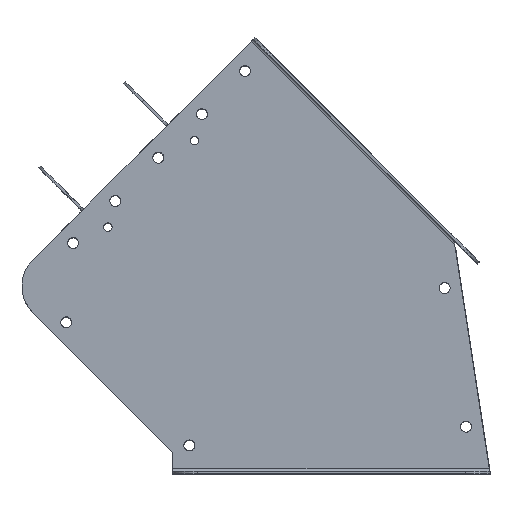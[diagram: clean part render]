
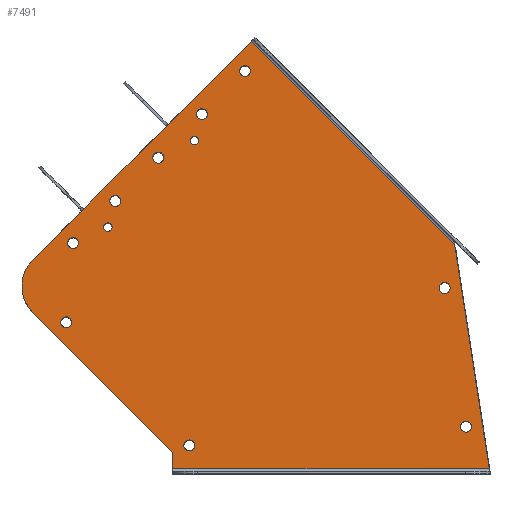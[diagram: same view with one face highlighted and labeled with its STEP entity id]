
A CAD part, top view. The second image highlights one B-rep face of the part: STEP entity #7491.
In plain terms, the highlighted planar face has unit normal (0, 0, 1).
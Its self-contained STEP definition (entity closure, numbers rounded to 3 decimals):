
#261=FACE_BOUND('',#1242,.T.);
#262=FACE_BOUND('',#1243,.T.);
#263=FACE_BOUND('',#1244,.T.);
#264=FACE_BOUND('',#1245,.T.);
#265=FACE_BOUND('',#1246,.T.);
#266=FACE_BOUND('',#1247,.T.);
#267=FACE_BOUND('',#1248,.T.);
#268=FACE_BOUND('',#1249,.T.);
#269=FACE_BOUND('',#1250,.T.);
#270=FACE_BOUND('',#1251,.T.);
#271=FACE_BOUND('',#1252,.T.);
#411=PLANE('',#8017);
#745=FACE_OUTER_BOUND('',#1241,.T.);
#1241=EDGE_LOOP('',(#5363,#5364,#5365,#5366,#5367,#5368,#5369));
#1242=EDGE_LOOP('',(#5370));
#1243=EDGE_LOOP('',(#5371));
#1244=EDGE_LOOP('',(#5372));
#1245=EDGE_LOOP('',(#5373));
#1246=EDGE_LOOP('',(#5374));
#1247=EDGE_LOOP('',(#5375));
#1248=EDGE_LOOP('',(#5376));
#1249=EDGE_LOOP('',(#5377));
#1250=EDGE_LOOP('',(#5378));
#1251=EDGE_LOOP('',(#5379));
#1252=EDGE_LOOP('',(#5380));
#1840=LINE('',#11209,#2545);
#1845=LINE('',#11258,#2550);
#1846=LINE('',#11260,#2551);
#1847=LINE('',#11262,#2552);
#1848=LINE('',#11266,#2553);
#1849=LINE('',#11267,#2554);
#2545=VECTOR('',#8913,259.383);
#2550=VECTOR('',#8928,235.458);
#2551=VECTOR('',#8931,186.129);
#2552=VECTOR('',#8932,253.843);
#2553=VECTOR('',#8935,162.574);
#2554=VECTOR('',#8936,13.574);
#3230=CIRCLE('',#7959,4.5);
#3232=CIRCLE('',#7962,4.5);
#3234=CIRCLE('',#7965,4.5);
#3236=CIRCLE('',#7968,4.5);
#3238=CIRCLE('',#7971,3.5);
#3240=CIRCLE('',#7974,3.5);
#3245=CIRCLE('',#7984,4.5);
#3247=CIRCLE('',#7987,4.5);
#3249=CIRCLE('',#7990,4.5);
#3251=CIRCLE('',#7993,4.5);
#3253=CIRCLE('',#7996,4.5);
#3261=CIRCLE('',#8018,30.);
#3543=VERTEX_POINT('',#11077);
#3545=VERTEX_POINT('',#11082);
#3547=VERTEX_POINT('',#11087);
#3549=VERTEX_POINT('',#11092);
#3551=VERTEX_POINT('',#11097);
#3553=VERTEX_POINT('',#11102);
#3559=VERTEX_POINT('',#11122);
#3561=VERTEX_POINT('',#11127);
#3563=VERTEX_POINT('',#11132);
#3565=VERTEX_POINT('',#11137);
#3567=VERTEX_POINT('',#11142);
#3574=VERTEX_POINT('',#11170);
#3576=VERTEX_POINT('',#11198);
#3579=VERTEX_POINT('',#11223);
#3580=VERTEX_POINT('',#11246);
#3582=VERTEX_POINT('',#11261);
#3583=VERTEX_POINT('',#11263);
#3584=VERTEX_POINT('',#11265);
#4209=EDGE_CURVE('',#3543,#3543,#3230,.T.);
#4211=EDGE_CURVE('',#3545,#3545,#3232,.T.);
#4213=EDGE_CURVE('',#3547,#3547,#3234,.T.);
#4215=EDGE_CURVE('',#3549,#3549,#3236,.T.);
#4217=EDGE_CURVE('',#3551,#3551,#3238,.T.);
#4219=EDGE_CURVE('',#3553,#3553,#3240,.T.);
#4228=EDGE_CURVE('',#3559,#3559,#3245,.T.);
#4230=EDGE_CURVE('',#3561,#3561,#3247,.T.);
#4232=EDGE_CURVE('',#3563,#3563,#3249,.T.);
#4234=EDGE_CURVE('',#3565,#3565,#3251,.T.);
#4236=EDGE_CURVE('',#3567,#3567,#3253,.T.);
#4251=EDGE_CURVE('',#3574,#3576,#1840,.T.);
#4260=EDGE_CURVE('',#3580,#3579,#1845,.T.);
#4261=EDGE_CURVE('',#3580,#3576,#1846,.T.);
#4262=EDGE_CURVE('',#3582,#3579,#1847,.T.);
#4263=EDGE_CURVE('',#3583,#3582,#3261,.T.);
#4264=EDGE_CURVE('',#3584,#3583,#1848,.T.);
#4265=EDGE_CURVE('',#3574,#3584,#1849,.T.);
#5363=ORIENTED_EDGE('',*,*,#4251,.T.);
#5364=ORIENTED_EDGE('',*,*,#4261,.F.);
#5365=ORIENTED_EDGE('',*,*,#4260,.T.);
#5366=ORIENTED_EDGE('',*,*,#4262,.F.);
#5367=ORIENTED_EDGE('',*,*,#4263,.F.);
#5368=ORIENTED_EDGE('',*,*,#4264,.F.);
#5369=ORIENTED_EDGE('',*,*,#4265,.F.);
#5370=ORIENTED_EDGE('',*,*,#4209,.T.);
#5371=ORIENTED_EDGE('',*,*,#4211,.T.);
#5372=ORIENTED_EDGE('',*,*,#4213,.T.);
#5373=ORIENTED_EDGE('',*,*,#4215,.T.);
#5374=ORIENTED_EDGE('',*,*,#4217,.T.);
#5375=ORIENTED_EDGE('',*,*,#4219,.T.);
#5376=ORIENTED_EDGE('',*,*,#4228,.T.);
#5377=ORIENTED_EDGE('',*,*,#4230,.T.);
#5378=ORIENTED_EDGE('',*,*,#4232,.T.);
#5379=ORIENTED_EDGE('',*,*,#4234,.T.);
#5380=ORIENTED_EDGE('',*,*,#4236,.T.);
#7491=ADVANCED_FACE('',(#745,#261,#262,#263,#264,#265,#266,#267,#268,#269,
#270,#271),#411,.T.);
#7959=AXIS2_PLACEMENT_3D('',#11078,#8796,#8797);
#7962=AXIS2_PLACEMENT_3D('',#11083,#8802,#8803);
#7965=AXIS2_PLACEMENT_3D('',#11088,#8808,#8809);
#7968=AXIS2_PLACEMENT_3D('',#11093,#8814,#8815);
#7971=AXIS2_PLACEMENT_3D('',#11098,#8820,#8821);
#7974=AXIS2_PLACEMENT_3D('',#11103,#8826,#8827);
#7984=AXIS2_PLACEMENT_3D('',#11123,#8850,#8851);
#7987=AXIS2_PLACEMENT_3D('',#11128,#8856,#8857);
#7990=AXIS2_PLACEMENT_3D('',#11133,#8862,#8863);
#7993=AXIS2_PLACEMENT_3D('',#11138,#8868,#8869);
#7996=AXIS2_PLACEMENT_3D('',#11143,#8874,#8875);
#8017=AXIS2_PLACEMENT_3D('',#11259,#8929,#8930);
#8018=AXIS2_PLACEMENT_3D('',#11264,#8933,#8934);
#8796=DIRECTION('center_axis',(0.,0.,-1.));
#8797=DIRECTION('ref_axis',(-1.,0.,0.));
#8802=DIRECTION('center_axis',(0.,0.,-1.));
#8803=DIRECTION('ref_axis',(-1.,0.,0.));
#8808=DIRECTION('center_axis',(0.,0.,-1.));
#8809=DIRECTION('ref_axis',(-1.,0.,0.));
#8814=DIRECTION('center_axis',(0.,0.,-1.));
#8815=DIRECTION('ref_axis',(-1.,0.,0.));
#8820=DIRECTION('center_axis',(0.,0.,-1.));
#8821=DIRECTION('ref_axis',(-1.,0.,0.));
#8826=DIRECTION('center_axis',(0.,0.,-1.));
#8827=DIRECTION('ref_axis',(-1.,0.,0.));
#8850=DIRECTION('center_axis',(0.,0.,-1.));
#8851=DIRECTION('ref_axis',(-1.,0.,0.));
#8856=DIRECTION('center_axis',(0.,0.,-1.));
#8857=DIRECTION('ref_axis',(-1.,0.,0.));
#8862=DIRECTION('center_axis',(0.,0.,-1.));
#8863=DIRECTION('ref_axis',(-1.,0.,0.));
#8868=DIRECTION('center_axis',(0.,0.,-1.));
#8869=DIRECTION('ref_axis',(-1.,0.,0.));
#8874=DIRECTION('center_axis',(0.,0.,-1.));
#8875=DIRECTION('ref_axis',(-1.,0.,0.));
#8913=DIRECTION('',(1.,0.,0.));
#8928=DIRECTION('',(-0.707,0.707,0.));
#8929=DIRECTION('center_axis',(0.,0.,1.));
#8930=DIRECTION('ref_axis',(1.,0.,0.));
#8931=DIRECTION('',(0.152,-0.988,0.));
#8932=DIRECTION('',(0.707,0.707,0.));
#8933=DIRECTION('center_axis',(0.,0.,-1.));
#8934=DIRECTION('ref_axis',(-0.707,0.707,0.));
#8935=DIRECTION('',(-0.707,0.707,0.));
#8936=DIRECTION('',(0.,1.,0.));
#11077=CARTESIAN_POINT('',(-172.686,193.636,2.));
#11078=CARTESIAN_POINT('Origin',(-177.186,193.636,2.));
#11082=CARTESIAN_POINT('',(-137.331,228.991,2.));
#11083=CARTESIAN_POINT('Origin',(-141.831,228.991,2.));
#11087=CARTESIAN_POINT('',(-101.622,264.7,2.));
#11088=CARTESIAN_POINT('Origin',(-106.122,264.7,2.));
#11092=CARTESIAN_POINT('',(-66.266,300.056,2.));
#11093=CARTESIAN_POINT('Origin',(-70.766,300.056,2.));
#11097=CARTESIAN_POINT('',(-179.696,172.069,2.));
#11098=CARTESIAN_POINT('Origin',(-183.196,172.069,2.));
#11102=CARTESIAN_POINT('',(-108.632,243.134,2.));
#11103=CARTESIAN_POINT('Origin',(-112.132,243.134,2.));
#11122=CARTESIAN_POINT('',(97.375,122.249,2.));
#11123=CARTESIAN_POINT('Origin',(92.875,122.249,2.));
#11127=CARTESIAN_POINT('',(-212.88,94.045,2.));
#11128=CARTESIAN_POINT('Origin',(-217.38,94.045,2.));
#11132=CARTESIAN_POINT('',(-207.223,159.099,2.));
#11133=CARTESIAN_POINT('Origin',(-211.723,159.099,2.));
#11137=CARTESIAN_POINT('',(-112.,-6.835,2.));
#11138=CARTESIAN_POINT('Origin',(-116.5,-6.835,2.));
#11142=CARTESIAN_POINT('',(114.893,8.592,2.));
#11143=CARTESIAN_POINT('Origin',(110.393,8.592,2.));
#11170=CARTESIAN_POINT('',(-130.,-26.,2.));
#11198=CARTESIAN_POINT('',(129.383,-26.,2.));
#11209=CARTESIAN_POINT('',(40.264,-26.,2.));
#11223=CARTESIAN_POINT('',(-65.463,324.451,2.));
#11246=CARTESIAN_POINT('',(101.031,157.957,2.));
#11258=CARTESIAN_POINT('',(-9.142,268.13,2.));
#11259=CARTESIAN_POINT('Origin',(-48.856,115.774,2.));
#11260=CARTESIAN_POINT('',(130.,-30.,2.));
#11261=CARTESIAN_POINT('',(-244.957,144.957,2.));
#11262=CARTESIAN_POINT('',(-62.635,327.279,2.));
#11263=CARTESIAN_POINT('',(-244.957,102.53,2.));
#11264=CARTESIAN_POINT('Origin',(-223.744,123.744,2.));
#11265=CARTESIAN_POINT('',(-130.,-12.426,2.));
#11266=CARTESIAN_POINT('',(-244.957,102.53,2.));
#11267=CARTESIAN_POINT('',(-130.,-12.426,2.));
